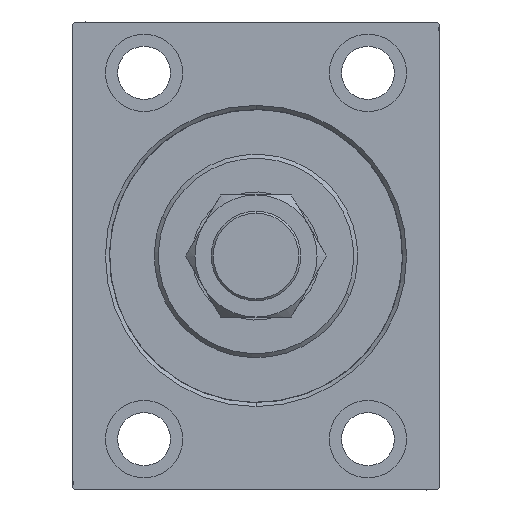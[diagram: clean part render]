
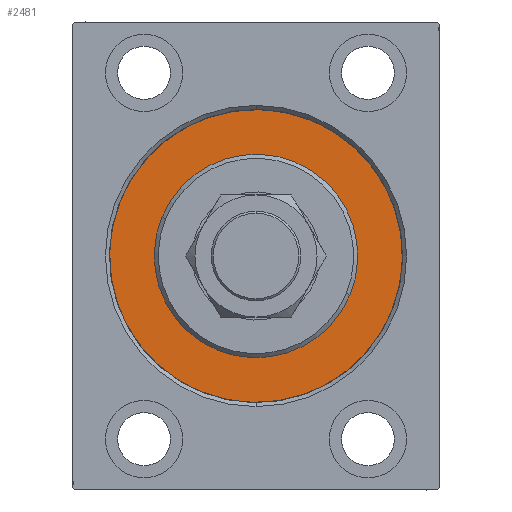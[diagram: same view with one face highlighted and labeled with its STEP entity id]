
A CAD part, left-side view. The second image highlights one B-rep face of the part: STEP entity #2481.
In plain terms, the highlighted face is planar.
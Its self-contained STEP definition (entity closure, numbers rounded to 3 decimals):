
#2481 = ADVANCED_FACE ( 'NONE', ( #30904, #30447 ), #5820, .F. ) ;
#3591 = EDGE_CURVE ( 'NONE', #13739, #21519, #14497, .T. ) ;
#4294 = CARTESIAN_POINT ( 'NONE',  ( 0., 0., 36. ) ) ;
#5687 = EDGE_CURVE ( 'NONE', #21519, #13739, #42978, .T. ) ;
#5820 = PLANE ( 'NONE',  #10711 ) ;
#6447 = DIRECTION ( 'NONE',  ( 0., 0., 1. ) ) ;
#6632 = EDGE_CURVE ( 'NONE', #9808, #21470, #18327, .T. ) ;
#8088 = EDGE_LOOP ( 'NONE', ( #38777, #27607 ) ) ;
#8317 = CARTESIAN_POINT ( 'NONE',  ( 0., 0., 25. ) ) ;
#9071 = EDGE_LOOP ( 'NONE', ( #22512, #9578 ) ) ;
#9578 = ORIENTED_EDGE ( 'NONE', *, *, #3591, .F. ) ;
#9808 = VERTEX_POINT ( 'NONE', #45941 ) ;
#9958 = DIRECTION ( 'NONE',  ( -1., 0., 0. ) ) ;
#10550 = DIRECTION ( 'NONE',  ( -1., 0., 0. ) ) ;
#10711 = AXIS2_PLACEMENT_3D ( 'NONE', #37482, #16851, #45221 ) ;
#11788 = CARTESIAN_POINT ( 'NONE',  ( 0., 0., 0. ) ) ;
#13739 = VERTEX_POINT ( 'NONE', #4294 ) ;
#14497 = CIRCLE ( 'NONE', #27982, 36. ) ;
#16851 = DIRECTION ( 'NONE',  ( -1., 0., 0. ) ) ;
#18327 = CIRCLE ( 'NONE', #28781, 25. ) ;
#21470 = VERTEX_POINT ( 'NONE', #8317 ) ;
#21519 = VERTEX_POINT ( 'NONE', #22378 ) ;
#21850 = CARTESIAN_POINT ( 'NONE',  ( 0., 0., 0. ) ) ;
#22378 = CARTESIAN_POINT ( 'NONE',  ( 0., 0., -36. ) ) ;
#22512 = ORIENTED_EDGE ( 'NONE', *, *, #5687, .F. ) ;
#24831 = DIRECTION ( 'NONE',  ( 0., 0., 1. ) ) ;
#24865 = EDGE_CURVE ( 'NONE', #21470, #9808, #41788, .T. ) ;
#24885 = DIRECTION ( 'NONE',  ( 1., 0., 0. ) ) ;
#25584 = DIRECTION ( 'NONE',  ( 0., 0., -1. ) ) ;
#27607 = ORIENTED_EDGE ( 'NONE', *, *, #6632, .F. ) ;
#27982 = AXIS2_PLACEMENT_3D ( 'NONE', #42074, #9958, #6447 ) ;
#28781 = AXIS2_PLACEMENT_3D ( 'NONE', #11788, #29834, #39909 ) ;
#29525 = CARTESIAN_POINT ( 'NONE',  ( 0., 0., 0. ) ) ;
#29834 = DIRECTION ( 'NONE',  ( 1., 0., 0. ) ) ;
#30447 = FACE_OUTER_BOUND ( 'NONE', #9071, .T. ) ;
#30904 = FACE_BOUND ( 'NONE', #8088, .T. ) ;
#34010 = AXIS2_PLACEMENT_3D ( 'NONE', #29525, #10550, #24831 ) ;
#37482 = CARTESIAN_POINT ( 'NONE',  ( 0., 0., 0. ) ) ;
#38777 = ORIENTED_EDGE ( 'NONE', *, *, #24865, .F. ) ;
#39909 = DIRECTION ( 'NONE',  ( 0., 0., -1. ) ) ;
#40334 = AXIS2_PLACEMENT_3D ( 'NONE', #21850, #24885, #25584 ) ;
#41788 = CIRCLE ( 'NONE', #40334, 25. ) ;
#42074 = CARTESIAN_POINT ( 'NONE',  ( 0., 0., 0. ) ) ;
#42978 = CIRCLE ( 'NONE', #34010, 36. ) ;
#45221 = DIRECTION ( 'NONE',  ( 0., 0., 1. ) ) ;
#45941 = CARTESIAN_POINT ( 'NONE',  ( 0., 0., -25. ) ) ;
